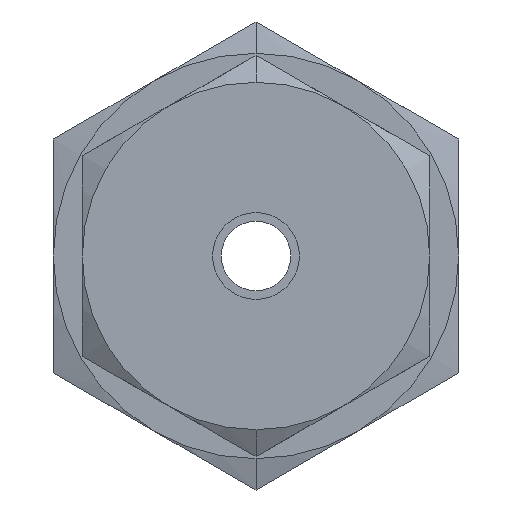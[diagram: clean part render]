
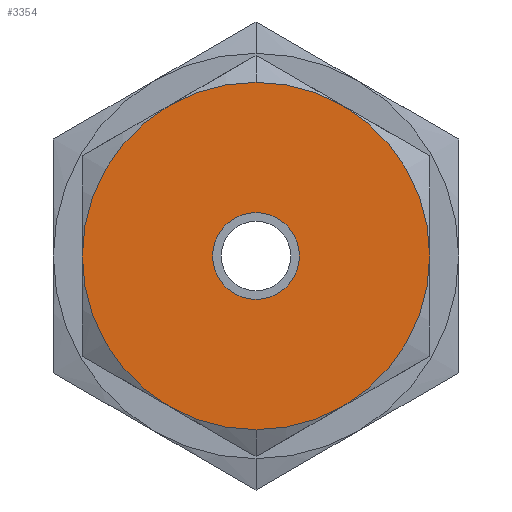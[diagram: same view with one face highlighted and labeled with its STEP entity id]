
A CAD part, left-side view. The second image highlights one B-rep face of the part: STEP entity #3354.
In plain terms, the highlighted planar face has unit normal (-1, 0, 0).
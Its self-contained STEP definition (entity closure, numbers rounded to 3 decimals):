
#157 = DIRECTION ( 'NONE',  ( -1., 0., 0. ) ) ;
#514 = DIRECTION ( 'NONE',  ( 0., 0., -1. ) ) ;
#864 = VERTEX_POINT ( 'NONE', #4469 ) ;
#1198 = VERTEX_POINT ( 'NONE', #6208 ) ;
#1225 = VERTEX_POINT ( 'NONE', #5815 ) ;
#1250 = DIRECTION ( 'NONE',  ( 1., 0., 0. ) ) ;
#1253 = EDGE_CURVE ( 'NONE', #1225, #1198, #6137, .T. ) ;
#1586 = AXIS2_PLACEMENT_3D ( 'NONE', #6268, #1250, #3495 ) ;
#1771 = CARTESIAN_POINT ( 'NONE',  ( 0., 0., 3. ) ) ;
#1790 = CIRCLE ( 'NONE', #5523, 1.5 ) ;
#1924 = AXIS2_PLACEMENT_3D ( 'NONE', #1771, #157, #4011 ) ;
#2031 = ORIENTED_EDGE ( 'NONE', *, *, #2126, .F. ) ;
#2126 = EDGE_CURVE ( 'NONE', #864, #5414, #7214, .T. ) ;
#2235 = CARTESIAN_POINT ( 'NONE',  ( 0., 0., 6. ) ) ;
#2305 = ORIENTED_EDGE ( 'NONE', *, *, #4536, .F. ) ;
#2410 = AXIS2_PLACEMENT_3D ( 'NONE', #6001, #5517, #514 ) ;
#2424 = FACE_OUTER_BOUND ( 'NONE', #3625, .T. ) ;
#2625 = ORIENTED_EDGE ( 'NONE', *, *, #5547, .T. ) ;
#3354 = ADVANCED_FACE ( 'NONE', ( #4558, #2424 ), #4672, .T. ) ;
#3495 = DIRECTION ( 'NONE',  ( 0., 0., 1. ) ) ;
#3625 = EDGE_LOOP ( 'NONE', ( #2305, #2031 ) ) ;
#3632 = DIRECTION ( 'NONE',  ( 0., 0., 1. ) ) ;
#3931 = AXIS2_PLACEMENT_3D ( 'NONE', #6965, #5848, #3632 ) ;
#4011 = DIRECTION ( 'NONE',  ( 0., 0., 1. ) ) ;
#4333 = CARTESIAN_POINT ( 'NONE',  ( 0., 0., 0. ) ) ;
#4417 = EDGE_LOOP ( 'NONE', ( #2625, #6550 ) ) ;
#4469 = CARTESIAN_POINT ( 'NONE',  ( 0., 0., -6. ) ) ;
#4536 = EDGE_CURVE ( 'NONE', #5414, #864, #5451, .T. ) ;
#4558 = FACE_BOUND ( 'NONE', #4417, .T. ) ;
#4672 = PLANE ( 'NONE',  #1924 ) ;
#5414 = VERTEX_POINT ( 'NONE', #2235 ) ;
#5451 = CIRCLE ( 'NONE', #1586, 6. ) ;
#5517 = DIRECTION ( 'NONE',  ( 1., 0., 0. ) ) ;
#5523 = AXIS2_PLACEMENT_3D ( 'NONE', #4333, #5935, #7218 ) ;
#5547 = EDGE_CURVE ( 'NONE', #1198, #1225, #1790, .T. ) ;
#5815 = CARTESIAN_POINT ( 'NONE',  ( 0., 0., 1.5 ) ) ;
#5848 = DIRECTION ( 'NONE',  ( 1., 0., 0. ) ) ;
#5935 = DIRECTION ( 'NONE',  ( 1., 0., 0. ) ) ;
#6001 = CARTESIAN_POINT ( 'NONE',  ( 0., 0., 0. ) ) ;
#6137 = CIRCLE ( 'NONE', #3931, 1.5 ) ;
#6208 = CARTESIAN_POINT ( 'NONE',  ( 0., 0., -1.5 ) ) ;
#6268 = CARTESIAN_POINT ( 'NONE',  ( 0., 0., 0. ) ) ;
#6550 = ORIENTED_EDGE ( 'NONE', *, *, #1253, .T. ) ;
#6965 = CARTESIAN_POINT ( 'NONE',  ( 0., 0., 0. ) ) ;
#7214 = CIRCLE ( 'NONE', #2410, 6. ) ;
#7218 = DIRECTION ( 'NONE',  ( 0., 0., -1. ) ) ;
